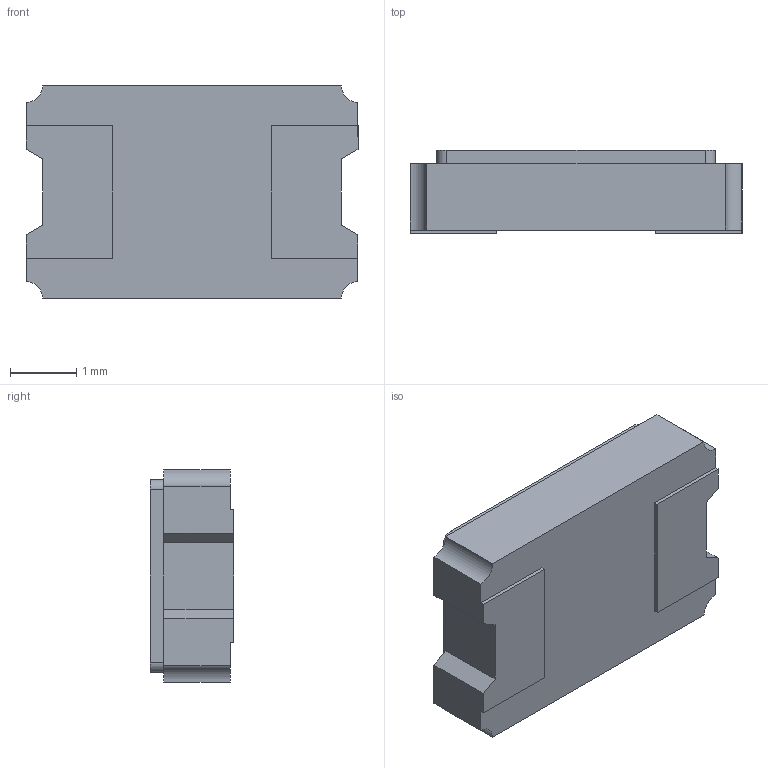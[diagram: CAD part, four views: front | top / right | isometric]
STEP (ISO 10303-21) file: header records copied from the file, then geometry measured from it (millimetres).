
FILE_DESCRIPTION (( 'STEP AP214' ), '1' );
FILE_NAME ('7B617366-D819-47F0-976E-7930E2B2256C.STEP', '2022-10-24T11:05:16', ( '' ), ( '' ), 'SwSTEP 2.0', 'SolidWorks 2022', '' );
FILE_SCHEMA (( 'AUTOMOTIVE_DESIGN' ));
Length unit declared in the file: millimetre
Products named in the file (1): 7B617366-D819-47F0-976E-7930E2B2256C
Bounding box: 5 x 1.25 x 3.2 mm (x, y, z)
Volume: 17.9 mm3; surface area: 50.8 mm2
Topology: 1 solids, 1 shells, 206 faces, 558 edges, 372 vertices
Faces by surface type: bspline 100, plane 98, cylinder 8
Entity records: 13970 total; most frequent: CARTESIAN_POINT 7237, ORIENTED_EDGE 1116, DIRECTION 588, EDGE_CURVE 558, VERTEX_POINT 372, VECTOR 342, LINE 342, EDGE_LOOP 224
